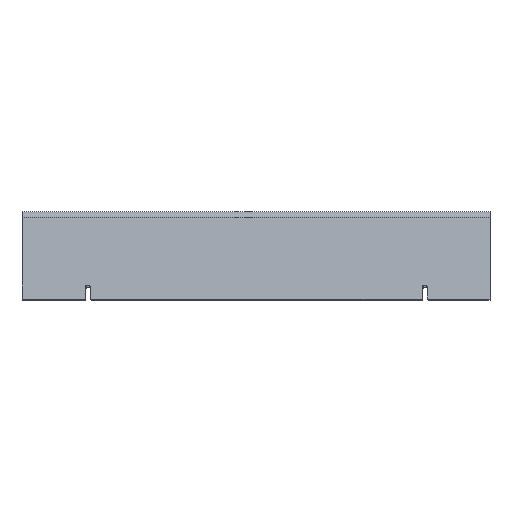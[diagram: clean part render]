
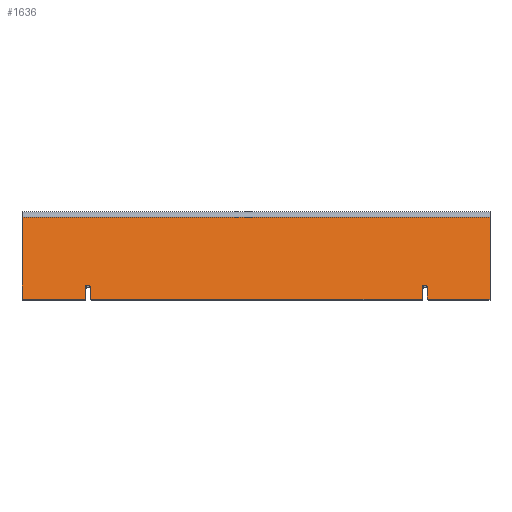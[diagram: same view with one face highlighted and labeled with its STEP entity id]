
A CAD part, top view. The second image highlights one B-rep face of the part: STEP entity #1636.
In plain terms, the highlighted planar face has unit normal (0, 0.206, 0.979).
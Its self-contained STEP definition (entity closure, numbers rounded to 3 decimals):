
#37 = EDGE_CURVE ( 'NONE', #182, #502, #1359, .T. ) ;
#61 = DIRECTION ( 'NONE',  ( 0., -0.979, 0.206 ) ) ;
#76 = CARTESIAN_POINT ( 'NONE',  ( 0., 0.47, 158.897 ) ) ;
#109 = EDGE_CURVE ( 'NONE', #1218, #180, #1830, .T. ) ;
#110 = ORIENTED_EDGE ( 'NONE', *, *, #1223, .F. ) ;
#125 = CARTESIAN_POINT ( 'NONE',  ( 348., 0.47, 158.897 ) ) ;
#127 = CARTESIAN_POINT ( 'NONE',  ( 299.45, 8.994, 157.106 ) ) ;
#128 = AXIS2_PLACEMENT_3D ( 'NONE', #1890, #681, #1615 ) ;
#144 = DIRECTION ( 'NONE',  ( 0., -0.979, 0.206 ) ) ;
#180 = VERTEX_POINT ( 'NONE', #778 ) ;
#182 = VERTEX_POINT ( 'NONE', #945 ) ;
#218 = CARTESIAN_POINT ( 'NONE',  ( 348., 0.47, 158.897 ) ) ;
#228 = ORIENTED_EDGE ( 'NONE', *, *, #1678, .F. ) ;
#236 = LINE ( 'NONE', #218, #1280 ) ;
#254 = EDGE_CURVE ( 'NONE', #180, #1827, #1475, .T. ) ;
#300 = DIRECTION ( 'NONE',  ( -1., 0., 0. ) ) ;
#307 = ORIENTED_EDGE ( 'NONE', *, *, #1822, .F. ) ;
#308 = DIRECTION ( 'NONE',  ( 0., -0.979, 0.206 ) ) ;
#313 = CIRCLE ( 'NONE', #1859, 1.95 ) ;
#352 = VECTOR ( 'NONE', #1266, 1000. ) ;
#384 = CARTESIAN_POINT ( 'NONE',  ( 0., 61.175, 146.141 ) ) ;
#456 = VECTOR ( 'NONE', #308, 1000. ) ;
#468 = CARTESIAN_POINT ( 'NONE',  ( 348., 61.175, 146.141 ) ) ;
#500 = DIRECTION ( 'NONE',  ( 0., 0.979, -0.206 ) ) ;
#502 = VERTEX_POINT ( 'NONE', #1214 ) ;
#511 = EDGE_LOOP ( 'NONE', ( #1625, #1422, #110, #1933, #1716, #774, #1507, #228, #1404, #1476, #850, #307 ) ) ;
#522 = CIRCLE ( 'NONE', #128, 1.95 ) ;
#547 = VECTOR ( 'NONE', #300, 1000. ) ;
#571 = DIRECTION ( 'NONE',  ( 0., -0.979, 0.206 ) ) ;
#579 = EDGE_CURVE ( 'NONE', #1465, #1071, #236, .T. ) ;
#607 = VERTEX_POINT ( 'NONE', #799 ) ;
#609 = PLANE ( 'NONE',  #806 ) ;
#614 = CARTESIAN_POINT ( 'NONE',  ( 47.11, 0.47, 158.897 ) ) ;
#641 = DIRECTION ( 'NONE',  ( -1., 0., 0. ) ) ;
#651 = CARTESIAN_POINT ( 'NONE',  ( 348., 0.47, 158.897 ) ) ;
#656 = VECTOR ( 'NONE', #641, 1000. ) ;
#681 = DIRECTION ( 'NONE',  ( 0., 0.206, 0.979 ) ) ;
#739 = CARTESIAN_POINT ( 'NONE',  ( 348., 0.47, 158.897 ) ) ;
#774 = ORIENTED_EDGE ( 'NONE', *, *, #254, .F. ) ;
#778 = CARTESIAN_POINT ( 'NONE',  ( 0., 0.47, 158.897 ) ) ;
#799 = CARTESIAN_POINT ( 'NONE',  ( 301.4, 8.994, 157.106 ) ) ;
#806 = AXIS2_PLACEMENT_3D ( 'NONE', #739, #1217, #571 ) ;
#850 = ORIENTED_EDGE ( 'NONE', *, *, #37, .F. ) ;
#855 = DIRECTION ( 'NONE',  ( 0., -0.979, 0.206 ) ) ;
#899 = DIRECTION ( 'NONE',  ( -1., 0., 0. ) ) ;
#945 = CARTESIAN_POINT ( 'NONE',  ( 297.5, 0.47, 158.897 ) ) ;
#1024 = CARTESIAN_POINT ( 'NONE',  ( 348., 0.47, 158.897 ) ) ;
#1062 = LINE ( 'NONE', #1493, #1918 ) ;
#1071 = VERTEX_POINT ( 'NONE', #1913 ) ;
#1091 = VERTEX_POINT ( 'NONE', #1144 ) ;
#1144 = CARTESIAN_POINT ( 'NONE',  ( 301.4, 0.47, 158.897 ) ) ;
#1199 = CARTESIAN_POINT ( 'NONE',  ( 47.11, 31.999, 152.272 ) ) ;
#1203 = LINE ( 'NONE', #1368, #1669 ) ;
#1214 = CARTESIAN_POINT ( 'NONE',  ( 51.01, 0.47, 158.897 ) ) ;
#1217 = DIRECTION ( 'NONE',  ( 0., 0.206, 0.979 ) ) ;
#1218 = VERTEX_POINT ( 'NONE', #614 ) ;
#1223 = EDGE_CURVE ( 'NONE', #1465, #1091, #1203, .T. ) ;
#1266 = DIRECTION ( 'NONE',  ( 0., 0.979, -0.206 ) ) ;
#1280 = VECTOR ( 'NONE', #500, 1000. ) ;
#1294 = CARTESIAN_POINT ( 'NONE',  ( 47.11, 8.994, 157.106 ) ) ;
#1320 = DIRECTION ( 'NONE',  ( 0., 0.206, 0.979 ) ) ;
#1328 = FACE_OUTER_BOUND ( 'NONE', #511, .T. ) ;
#1359 = LINE ( 'NONE', #1024, #1901 ) ;
#1368 = CARTESIAN_POINT ( 'NONE',  ( 348., 0.47, 158.897 ) ) ;
#1404 = ORIENTED_EDGE ( 'NONE', *, *, #1516, .F. ) ;
#1407 = CARTESIAN_POINT ( 'NONE',  ( 301.4, 31.999, 152.272 ) ) ;
#1415 = EDGE_CURVE ( 'NONE', #607, #1091, #1712, .T. ) ;
#1422 = ORIENTED_EDGE ( 'NONE', *, *, #1415, .T. ) ;
#1465 = VERTEX_POINT ( 'NONE', #125 ) ;
#1475 = LINE ( 'NONE', #76, #352 ) ;
#1476 = ORIENTED_EDGE ( 'NONE', *, *, #1578, .T. ) ;
#1493 = CARTESIAN_POINT ( 'NONE',  ( 51.01, 31.999, 152.272 ) ) ;
#1507 = ORIENTED_EDGE ( 'NONE', *, *, #109, .F. ) ;
#1516 = EDGE_CURVE ( 'NONE', #1584, #1723, #522, .T. ) ;
#1578 = EDGE_CURVE ( 'NONE', #1584, #502, #1062, .T. ) ;
#1584 = VERTEX_POINT ( 'NONE', #1627 ) ;
#1612 = EDGE_CURVE ( 'NONE', #1071, #1827, #1637, .T. ) ;
#1615 = DIRECTION ( 'NONE',  ( 0., -0.979, 0.206 ) ) ;
#1618 = DIRECTION ( 'NONE',  ( 0., -0.979, 0.206 ) ) ;
#1625 = ORIENTED_EDGE ( 'NONE', *, *, #1781, .F. ) ;
#1627 = CARTESIAN_POINT ( 'NONE',  ( 51.01, 8.994, 157.106 ) ) ;
#1629 = DIRECTION ( 'NONE',  ( -1., 0., 0. ) ) ;
#1633 = VECTOR ( 'NONE', #61, 1000. ) ;
#1636 = ADVANCED_FACE ( 'NONE', ( #1328 ), #609, .T. ) ;
#1637 = LINE ( 'NONE', #468, #547 ) ;
#1656 = LINE ( 'NONE', #1199, #456 ) ;
#1666 = VECTOR ( 'NONE', #855, 1000. ) ;
#1669 = VECTOR ( 'NONE', #899, 1000. ) ;
#1678 = EDGE_CURVE ( 'NONE', #1723, #1218, #1656, .T. ) ;
#1680 = CARTESIAN_POINT ( 'NONE',  ( 297.5, 8.994, 157.106 ) ) ;
#1681 = VERTEX_POINT ( 'NONE', #1680 ) ;
#1712 = LINE ( 'NONE', #1407, #1633 ) ;
#1716 = ORIENTED_EDGE ( 'NONE', *, *, #1612, .T. ) ;
#1723 = VERTEX_POINT ( 'NONE', #1294 ) ;
#1738 = LINE ( 'NONE', #1923, #1666 ) ;
#1781 = EDGE_CURVE ( 'NONE', #607, #1681, #313, .T. ) ;
#1822 = EDGE_CURVE ( 'NONE', #1681, #182, #1738, .T. ) ;
#1827 = VERTEX_POINT ( 'NONE', #384 ) ;
#1830 = LINE ( 'NONE', #651, #656 ) ;
#1859 = AXIS2_PLACEMENT_3D ( 'NONE', #127, #1320, #1618 ) ;
#1890 = CARTESIAN_POINT ( 'NONE',  ( 49.06, 8.994, 157.106 ) ) ;
#1901 = VECTOR ( 'NONE', #1629, 1000. ) ;
#1913 = CARTESIAN_POINT ( 'NONE',  ( 348., 61.175, 146.141 ) ) ;
#1918 = VECTOR ( 'NONE', #144, 1000. ) ;
#1923 = CARTESIAN_POINT ( 'NONE',  ( 297.5, 31.999, 152.272 ) ) ;
#1933 = ORIENTED_EDGE ( 'NONE', *, *, #579, .T. ) ;
